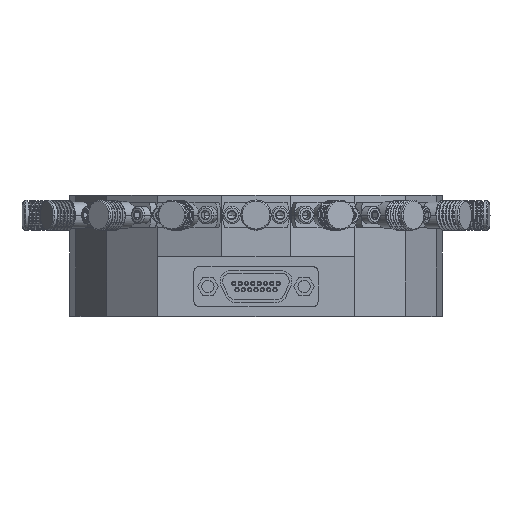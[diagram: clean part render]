
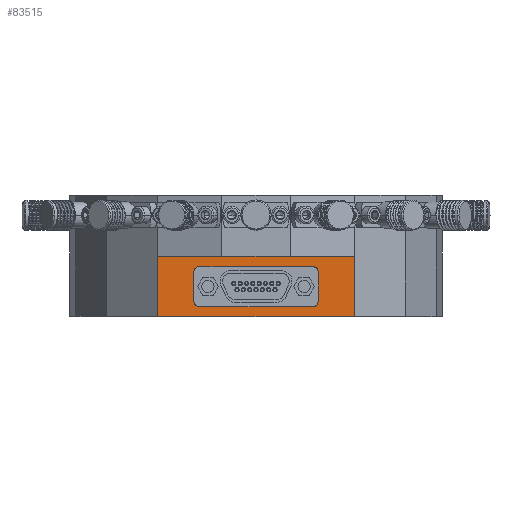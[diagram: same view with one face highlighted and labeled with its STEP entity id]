
A CAD part, top view. The second image highlights one B-rep face of the part: STEP entity #83515.
In plain terms, the highlighted planar face has unit normal (0, 0, 1).
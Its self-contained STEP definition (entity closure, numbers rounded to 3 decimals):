
#1024 = CARTESIAN_POINT ( 'NONE',  ( 2864.025, 504.382, -4.706 ) ) ;
#2630 = ORIENTED_EDGE ( 'NONE', *, *, #10138, .T. ) ;
#6447 = DIRECTION ( 'NONE',  ( 0., 1., 0. ) ) ;
#6870 = DIRECTION ( 'NONE',  ( 0., 0., 1. ) ) ;
#7422 = DIRECTION ( 'NONE',  ( 1., 0., 0. ) ) ;
#10138 = EDGE_CURVE ( 'NONE', #45857, #40797, #10837, .T. ) ;
#10837 = LINE ( 'NONE', #102922, #87856 ) ;
#12630 = VERTEX_POINT ( 'NONE', #53778 ) ;
#14702 = CARTESIAN_POINT ( 'NONE',  ( 2826.806, 515.732, -4.706 ) ) ;
#14852 = LINE ( 'NONE', #32472, #42226 ) ;
#24971 = ORIENTED_EDGE ( 'NONE', *, *, #60894, .F. ) ;
#25009 = CARTESIAN_POINT ( 'NONE',  ( 0., 0., -4.706 ) ) ;
#25967 = AXIS2_PLACEMENT_3D ( 'NONE', #25009, #6870, #7422 ) ;
#31269 = DIRECTION ( 'NONE',  ( 0., -1., 0. ) ) ;
#32472 = CARTESIAN_POINT ( 'NONE',  ( 2864.025, 515.732, -4.706 ) ) ;
#40797 = VERTEX_POINT ( 'NONE', #1024 ) ;
#42226 = VECTOR ( 'NONE', #74958, 1000. ) ;
#43301 = EDGE_LOOP ( 'NONE', ( #24971, #68046, #2630, #45992 ) ) ;
#45582 = DIRECTION ( 'NONE',  ( 1., 0., 0. ) ) ;
#45857 = VERTEX_POINT ( 'NONE', #82535 ) ;
#45992 = ORIENTED_EDGE ( 'NONE', *, *, #93988, .F. ) ;
#52493 = VECTOR ( 'NONE', #6447, 1000. ) ;
#53778 = CARTESIAN_POINT ( 'NONE',  ( 2826.806, 515.732, -4.706 ) ) ;
#58410 = EDGE_CURVE ( 'NONE', #45857, #12630, #90265, .T. ) ;
#60894 = EDGE_CURVE ( 'NONE', #12630, #101201, #14852, .T. ) ;
#68046 = ORIENTED_EDGE ( 'NONE', *, *, #58410, .F. ) ;
#70183 = CARTESIAN_POINT ( 'NONE',  ( 2864.025, 515.732, -4.706 ) ) ;
#74958 = DIRECTION ( 'NONE',  ( 1., 0., 0. ) ) ;
#77604 = VECTOR ( 'NONE', #31269, 1000. ) ;
#82030 = CARTESIAN_POINT ( 'NONE',  ( 2864.025, 504.382, -4.706 ) ) ;
#82535 = CARTESIAN_POINT ( 'NONE',  ( 2826.806, 504.382, -4.706 ) ) ;
#83515 = ADVANCED_FACE ( 'NONE', ( #100041 ), #100591, .T. ) ;
#87856 = VECTOR ( 'NONE', #45582, 1000. ) ;
#90265 = LINE ( 'NONE', #14702, #52493 ) ;
#93988 = EDGE_CURVE ( 'NONE', #101201, #40797, #96957, .T. ) ;
#96957 = LINE ( 'NONE', #82030, #77604 ) ;
#100041 = FACE_OUTER_BOUND ( 'NONE', #43301, .T. ) ;
#100591 = PLANE ( 'NONE',  #25967 ) ;
#101201 = VERTEX_POINT ( 'NONE', #70183 ) ;
#102922 = CARTESIAN_POINT ( 'NONE',  ( 2826.806, 504.382, -4.706 ) ) ;
